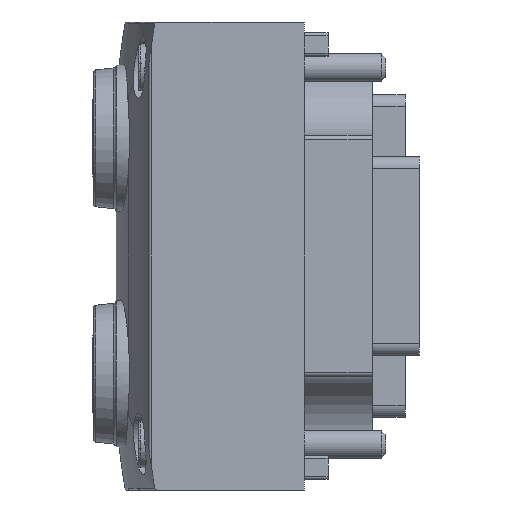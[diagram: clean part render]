
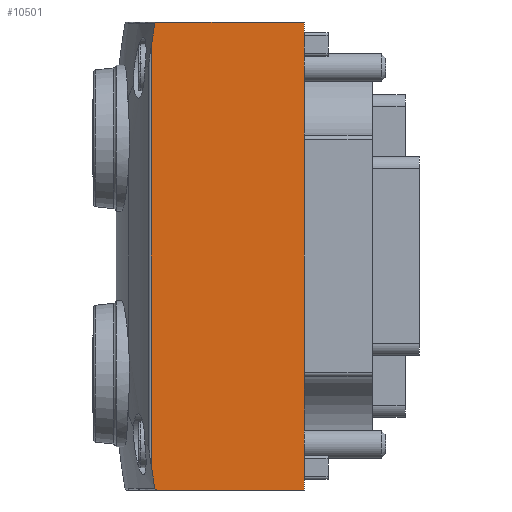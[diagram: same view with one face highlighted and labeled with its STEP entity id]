
A CAD part, left-side view. The second image highlights one B-rep face of the part: STEP entity #10501.
In plain terms, the highlighted planar face has unit normal (-1, 0, 0).
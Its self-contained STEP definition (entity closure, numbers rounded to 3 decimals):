
#116=B_SPLINE_CURVE_WITH_KNOTS('',3,(#16178,#16179,#16180,#16181),
 .UNSPECIFIED.,.F.,.F.,(4,4),(0.01,0.012),
 .UNSPECIFIED.);
#128=B_SPLINE_CURVE_WITH_KNOTS('',3,(#16321,#16322,#16323,#16324),
 .UNSPECIFIED.,.F.,.F.,(4,4),(0.015,0.017),
 .UNSPECIFIED.);
#137=B_SPLINE_CURVE_WITH_KNOTS('',3,(#16434,#16435,#16436,#16437),
 .UNSPECIFIED.,.F.,.F.,(4,4),(0.001,0.001),
 .UNSPECIFIED.);
#138=B_SPLINE_CURVE_WITH_KNOTS('',3,(#16439,#16440,#16441,#16442),
 .UNSPECIFIED.,.F.,.F.,(4,4),(0.,0.001),
 .UNSPECIFIED.);
#1163=ORIENTED_EDGE('',*,*,#4118,.F.);
#1164=ORIENTED_EDGE('',*,*,#4084,.F.);
#1165=ORIENTED_EDGE('',*,*,#4117,.T.);
#1166=ORIENTED_EDGE('',*,*,#4050,.F.);
#1167=ORIENTED_EDGE('',*,*,#4119,.F.);
#1168=ORIENTED_EDGE('',*,*,#4120,.T.);
#1169=ORIENTED_EDGE('',*,*,#4121,.F.);
#1170=ORIENTED_EDGE('',*,*,#4122,.F.);
#4050=EDGE_CURVE('',#5535,#5536,#116,.T.);
#4084=EDGE_CURVE('',#5561,#5562,#128,.T.);
#4117=EDGE_CURVE('',#5561,#5536,#6530,.T.);
#4118=EDGE_CURVE('',#5562,#5589,#137,.T.);
#4119=EDGE_CURVE('',#5590,#5535,#138,.T.);
#4120=EDGE_CURVE('',#5590,#5591,#6531,.T.);
#4121=EDGE_CURVE('',#5592,#5591,#6532,.T.);
#4122=EDGE_CURVE('',#5589,#5592,#6533,.T.);
#5535=VERTEX_POINT('',#16177);
#5536=VERTEX_POINT('',#16182);
#5561=VERTEX_POINT('',#16320);
#5562=VERTEX_POINT('',#16325);
#5589=VERTEX_POINT('',#16438);
#5590=VERTEX_POINT('',#16443);
#5591=VERTEX_POINT('',#16445);
#5592=VERTEX_POINT('',#16447);
#6530=LINE('',#16432,#7494);
#6531=LINE('',#16444,#7495);
#6532=LINE('',#16446,#7496);
#6533=LINE('',#16448,#7497);
#7494=VECTOR('',#12724,1000.);
#7495=VECTOR('',#12727,1000.);
#7496=VECTOR('',#12728,1000.);
#7497=VECTOR('',#12729,1000.);
#8331=EDGE_LOOP('',(#1163,#1164,#1165,#1166,#1167,#1168,#1169,#1170));
#9225=FACE_BOUND('',#8331,.T.);
#10083=PLANE('',#11288);
#10501=ADVANCED_FACE('',(#9225),#10083,.F.);
#11288=AXIS2_PLACEMENT_3D('',#16433,#12725,#12726);
#12724=DIRECTION('',(0.,0.,-1.));
#12725=DIRECTION('',(1.,0.,0.));
#12726=DIRECTION('',(0.,0.,-1.));
#12727=DIRECTION('',(0.,-1.,0.));
#12728=DIRECTION('',(0.,0.,-1.));
#12729=DIRECTION('',(0.,-1.,0.));
#16177=CARTESIAN_POINT('',(-53.65,15.896,-24.684));
#16178=CARTESIAN_POINT('',(-53.65,15.896,-24.684));
#16179=CARTESIAN_POINT('',(-53.65,16.043,-23.838));
#16180=CARTESIAN_POINT('',(-53.65,16.177,-22.99));
#16181=CARTESIAN_POINT('',(-53.65,16.298,-22.141));
#16182=CARTESIAN_POINT('',(-53.65,16.298,-22.141));
#16320=CARTESIAN_POINT('',(-53.65,16.298,22.141));
#16321=CARTESIAN_POINT('',(-53.65,16.298,22.141));
#16322=CARTESIAN_POINT('',(-53.65,16.177,22.99));
#16323=CARTESIAN_POINT('',(-53.65,16.043,23.838));
#16324=CARTESIAN_POINT('',(-53.65,15.896,24.684));
#16325=CARTESIAN_POINT('',(-53.65,15.896,24.684));
#16432=CARTESIAN_POINT('',(-53.65,16.298,24.85));
#16433=CARTESIAN_POINT('',(-53.65,16.298,24.85));
#16434=CARTESIAN_POINT('',(-53.65,15.896,24.684));
#16435=CARTESIAN_POINT('',(-53.65,15.88,24.777));
#16436=CARTESIAN_POINT('',(-53.65,15.789,24.85));
#16437=CARTESIAN_POINT('',(-53.65,15.694,24.85));
#16438=CARTESIAN_POINT('',(-53.65,15.694,24.85));
#16439=CARTESIAN_POINT('',(-53.65,15.694,-24.85));
#16440=CARTESIAN_POINT('',(-53.65,15.789,-24.85));
#16441=CARTESIAN_POINT('',(-53.65,15.88,-24.776));
#16442=CARTESIAN_POINT('',(-53.65,15.896,-24.684));
#16443=CARTESIAN_POINT('',(-53.65,15.694,-24.85));
#16444=CARTESIAN_POINT('',(-53.65,16.298,-24.85));
#16445=CARTESIAN_POINT('',(-53.65,0.,-24.85));
#16446=CARTESIAN_POINT('',(-53.65,0.,24.85));
#16447=CARTESIAN_POINT('',(-53.65,0.,24.85));
#16448=CARTESIAN_POINT('',(-53.65,16.298,24.85));
